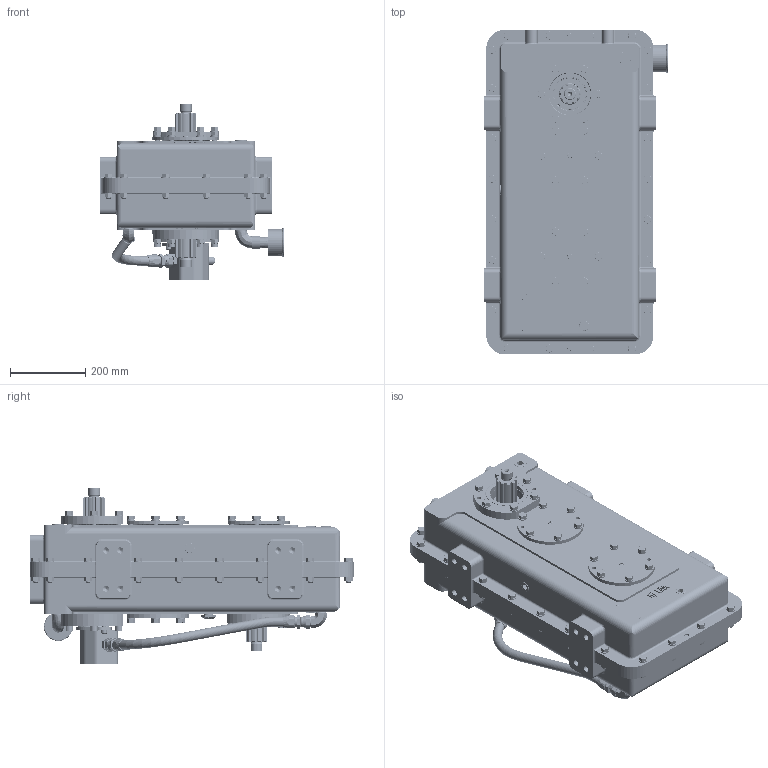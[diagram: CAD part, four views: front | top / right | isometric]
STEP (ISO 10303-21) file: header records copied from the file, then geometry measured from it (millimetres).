
FILE_DESCRIPTION (( 'STEP AP214' ), '1' );
FILE_NAME ('D169E300001.STEP', '2017-10-02T21:09:32', ( 'MikeMihajlovic' ), ( 'Microsoft' ), 'SwSTEP 2.0', 'SolidWorks 2017', '' );
FILE_SCHEMA (( 'AUTOMOTIVE_DESIGN' ));
Length unit declared in the file: inch
Products named in the file (40): D169001; HHCSZ_50-13X1_5; HA-12-12-12-14_D169E300001; HHCSZ_50-13X1_75; 20621-12-12; D169E300001; LWZ_50_4; .75IDX14_002_OUTPUT; OS3_500-41; SHCS_50-13X2_00; SHK22005; PPSKG_750-14_1; SHK22007; DS90081A106_8; SHK22020; NP266409-1_7; D169001A; SGBW-10-04053; LPPGP505-10CW_5; PPSKM_750-14_1; D169009; PPSKG1_00-11_5_5; D169003; ME12-CTX-S_5; D169013; PPSKG_250-18; D169010; STC10F5OX-S_1; SHCS_25-20X1_00_5; AVBF-16; D144088_5; EL1-11_5NPTST_1; D169002; STC12F5OX-S_1; D169011; SHCS_38-16X1_00_1_1; D167012; HHCSZ_50-13X2_25_2; DWL500X1_25; HNZ_50-13_3
Assembly tree (194 placements, depth 3):
  D169E300001
    D169001
    DWL500X1_25  x2
    D167012  x3
    D169011
    D169002
    D144088_5
    SHCS_25-20X1_00_5  x2
    D169010  x2
    D169013  x2
    D169003
    D169009
    LPPGP505-10CW_5
    D169001A
    SHK22020  x3
    SHK22007  x9
    SHK22005  x9
    OS3_500-41  x2
    LWZ_50_4  x52
    HHCSZ_50-13X1_75  x12
    HHCSZ_50-13X1_5  x18
    HNZ_50-13_3  x22
    HHCSZ_50-13X2_25_2  x22
    SHCS_38-16X1_00_1_1  x2
    STC12F5OX-S_1
    EL1-11_5NPTST_1
    AVBF-16
    STC10F5OX-S_1
    PPSKG_250-18  x3
    ME12-CTX-S_5
    PPSKG1_00-11_5_5
    PPSKM_750-14_1
    SGBW-10-04053
    DS90081A106_8  x2
    PPSKG_750-14_1
    SHCS_50-13X2_00  x6
    HA-12-12-12-14_D169E300001
      .75IDX14_002_OUTPUT
      20621-12-12  x2
  NP266409-1_7
Bounding box: 489.71 x 863.6 x 469.36 mm (x, y, z)
Volume: 1315915.8 mm3; surface area: 4229480.3 mm2
Topology: 117 solids, 348 shells, 6050 faces, 15079 edges, 9682 vertices
Faces by surface type: cylinder 2984, plane 1905, cone 651, bspline 362, torus 148
Full cylindrical faces by diameter (mm): 19.685 x1
Entity records: 115130 total; most frequent: CARTESIAN_POINT 42229, DIRECTION 15248, ORIENTED_EDGE 14298, EDGE_CURVE 7331, AXIS2_PLACEMENT_3D 6064, VERTEX_POINT 4701, EDGE_LOOP 3410, CIRCLE 3197
